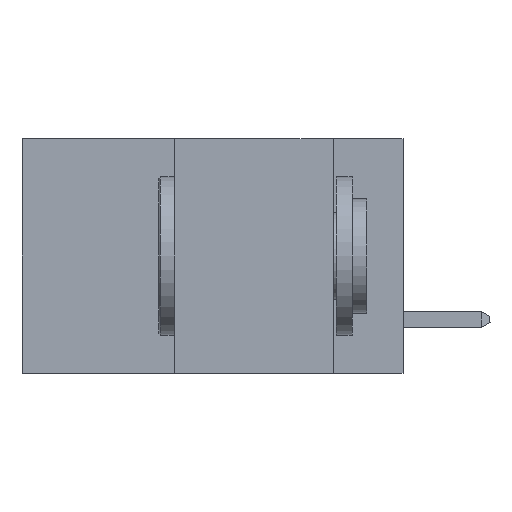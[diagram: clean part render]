
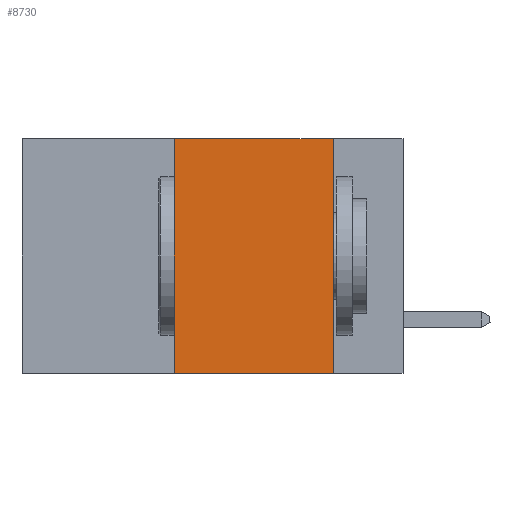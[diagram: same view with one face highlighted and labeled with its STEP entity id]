
A CAD part, left-side view. The second image highlights one B-rep face of the part: STEP entity #8730.
In plain terms, the highlighted planar face has unit normal (-1, 0, 0).
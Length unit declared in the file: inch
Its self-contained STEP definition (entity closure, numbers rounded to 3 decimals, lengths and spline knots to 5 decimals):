
#532 = VERTEX_POINT ( 'NONE', #4671 ) ;
#1014 = VECTOR ( 'NONE', #2814, 39.37008 ) ;
#1166 = LINE ( 'NONE', #5949, #9256 ) ;
#1349 = CARTESIAN_POINT ( 'NONE',  ( 0., 0.11, 0. ) ) ;
#1381 = CARTESIAN_POINT ( 'NONE',  ( 0., 0.36, 0. ) ) ;
#1606 = ORIENTED_EDGE ( 'NONE', *, *, #5156, .F. ) ;
#1905 = ORIENTED_EDGE ( 'NONE', *, *, #6882, .T. ) ;
#2074 = LINE ( 'NONE', #1349, #5464 ) ;
#2096 = VERTEX_POINT ( 'NONE', #8806 ) ;
#2162 = DIRECTION ( 'NONE',  ( 0., 0., -1. ) ) ;
#2330 = VECTOR ( 'NONE', #2480, 39.37008 ) ;
#2480 = DIRECTION ( 'NONE',  ( 0., 0., 1. ) ) ;
#2490 = VERTEX_POINT ( 'NONE', #1381 ) ;
#2632 = CARTESIAN_POINT ( 'NONE',  ( 0., 0.6, -0.37 ) ) ;
#2647 = DIRECTION ( 'NONE',  ( 0., -1., 0. ) ) ;
#2653 = ORIENTED_EDGE ( 'NONE', *, *, #7375, .F. ) ;
#2814 = DIRECTION ( 'NONE',  ( 0., -1., 0. ) ) ;
#2970 = EDGE_CURVE ( 'NONE', #7409, #2490, #10267, .T. ) ;
#4478 = AXIS2_PLACEMENT_3D ( 'NONE', #5380, #8570, #10234 ) ;
#4671 = CARTESIAN_POINT ( 'NONE',  ( 0., 0.11, 0. ) ) ;
#5156 = EDGE_CURVE ( 'NONE', #2490, #532, #1166, .T. ) ;
#5380 = CARTESIAN_POINT ( 'NONE',  ( 0., 0.6, 0. ) ) ;
#5464 = VECTOR ( 'NONE', #2162, 39.37008 ) ;
#5727 = LINE ( 'NONE', #2632, #1014 ) ;
#5811 = CARTESIAN_POINT ( 'NONE',  ( 0., 0.36, 0. ) ) ;
#5949 = CARTESIAN_POINT ( 'NONE',  ( 0., 0.6, 0. ) ) ;
#6178 = PLANE ( 'NONE',  #4478 ) ;
#6820 = EDGE_LOOP ( 'NONE', ( #2653, #1606, #8907, #1905 ) ) ;
#6882 = EDGE_CURVE ( 'NONE', #7409, #2096, #5727, .T. ) ;
#7353 = CARTESIAN_POINT ( 'NONE',  ( 0., 0.36, -0.37 ) ) ;
#7375 = EDGE_CURVE ( 'NONE', #532, #2096, #2074, .T. ) ;
#7409 = VERTEX_POINT ( 'NONE', #7353 ) ;
#8420 = FACE_OUTER_BOUND ( 'NONE', #6820, .T. ) ;
#8570 = DIRECTION ( 'NONE',  ( 1., 0., 0. ) ) ;
#8730 = ADVANCED_FACE ( 'NONE', ( #8420 ), #6178, .F. ) ;
#8806 = CARTESIAN_POINT ( 'NONE',  ( 0., 0.11, -0.37 ) ) ;
#8907 = ORIENTED_EDGE ( 'NONE', *, *, #2970, .F. ) ;
#9256 = VECTOR ( 'NONE', #2647, 39.37008 ) ;
#10234 = DIRECTION ( 'NONE',  ( 0., 0., -1. ) ) ;
#10267 = LINE ( 'NONE', #5811, #2330 ) ;
